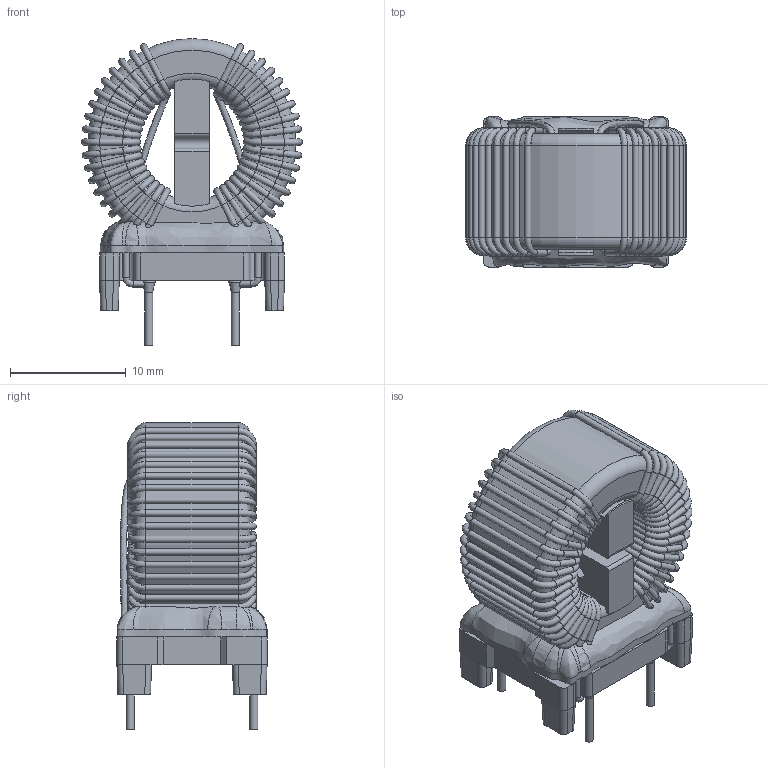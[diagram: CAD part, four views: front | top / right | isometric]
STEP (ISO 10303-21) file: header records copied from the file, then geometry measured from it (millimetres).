
FILE_DESCRIPTION(/* description */ ('Unknown'),/* implementation_level */ '2;1');
FILE_NAME(/* name */ '744823333_M',/* time_stamp */ '2023-06-13T13:40:23+02:00',/* author */ ('Unknown'),/* organization */ ('Unknown'),/* preprocessor_version */ 'ST-DEVELOPER v16.7',/* originating_system */ 'Solid Edge',/* authorisation */ 'Unknown');
FILE_SCHEMA (('AUTOMOTIVE_DESIGN {1 0 10303 214 3 1 1}'));
Length unit declared in the file: millimetre
Products named in the file (7): 744823333_M; Base; Spacer; Core; Turns; Glue; Solderpoint
Assembly tree (6 placements, depth 2):
  744823333_M
    Base
    Spacer
    Core
    Turns
    Glue
    Solderpoint
Bounding box: 19.11 x 13 x 26.55 mm (x, y, z)
Volume: 3119.5 mm3; surface area: 4817.3 mm2
Topology: 10 solids, 10 shells, 541 faces, 1230 edges, 711 vertices
Faces by surface type: cylinder 234, bspline 117, plane 94, torus 88, cone 8
Full cylindrical faces by diameter (mm): 0.55 x166, 0.7 x4, 10 x1, 18 x1
Entity records: 39378 total; most frequent: CARTESIAN_POINT 25817, DIRECTION 2040, ORIENTED_EDGE 1694, EDGE_LOOP 904, FACE_BOUND 904, AXIS2_PLACEMENT_3D 903, EDGE_CURVE 847, VERTEX_POINT 675
